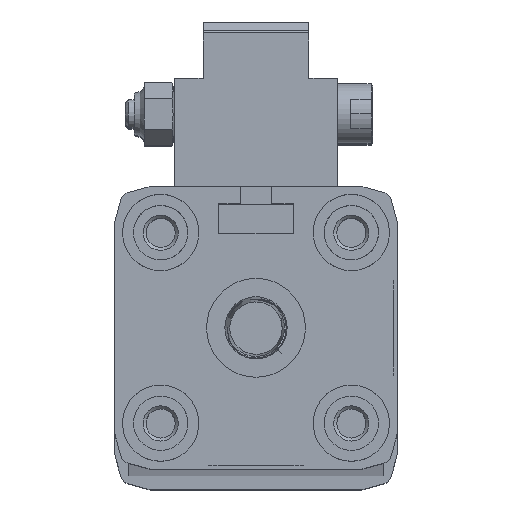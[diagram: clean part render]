
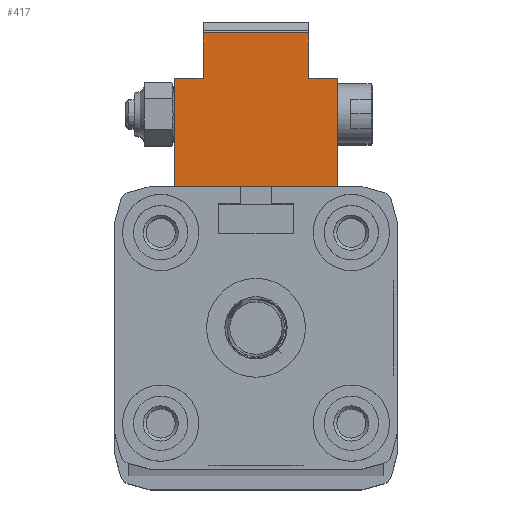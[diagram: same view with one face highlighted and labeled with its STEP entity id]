
A CAD part, top view. The second image highlights one B-rep face of the part: STEP entity #417.
In plain terms, the highlighted planar face has unit normal (0, 0, 1).
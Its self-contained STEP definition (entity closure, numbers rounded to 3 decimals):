
#417 = ADVANCED_FACE( '', ( #1103 ), #1104, .T. );
#1103 = FACE_OUTER_BOUND( '', #1878, .T. );
#1104 = PLANE( '', #1879 );
#1878 = EDGE_LOOP( '', ( #3807, #3808, #3809, #3810, #3811, #3812, #3813, #3814, #3815, #3816, #3817, #3818 ) );
#1879 = AXIS2_PLACEMENT_3D( '', #3819, #3820, #3821 );
#3807 = ORIENTED_EDGE( '', *, *, #4901, .T. );
#3808 = ORIENTED_EDGE( '', *, *, #4902, .T. );
#3809 = ORIENTED_EDGE( '', *, *, #4903, .T. );
#3810 = ORIENTED_EDGE( '', *, *, #4904, .T. );
#3811 = ORIENTED_EDGE( '', *, *, #4905, .T. );
#3812 = ORIENTED_EDGE( '', *, *, #4906, .T. );
#3813 = ORIENTED_EDGE( '', *, *, #4907, .T. );
#3814 = ORIENTED_EDGE( '', *, *, #4908, .T. );
#3815 = ORIENTED_EDGE( '', *, *, #4909, .T. );
#3816 = ORIENTED_EDGE( '', *, *, #4910, .T. );
#3817 = ORIENTED_EDGE( '', *, *, #4802, .T. );
#3818 = ORIENTED_EDGE( '', *, *, #4792, .T. );
#3819 = CARTESIAN_POINT( '', ( 0., 0., 60. ) );
#3820 = DIRECTION( '', ( 0., 0., 1. ) );
#3821 = DIRECTION( '', ( 1., 0., 0. ) );
#4792 = EDGE_CURVE( '', #5808, #5806, #5809, .T. );
#4802 = EDGE_CURVE( '', #5820, #5808, #5826, .T. );
#4901 = EDGE_CURVE( '', #5806, #5994, #5996, .T. );
#4902 = EDGE_CURVE( '', #5994, #5997, #5998, .T. );
#4903 = EDGE_CURVE( '', #5997, #5999, #6000, .T. );
#4904 = EDGE_CURVE( '', #5999, #6001, #6002, .T. );
#4905 = EDGE_CURVE( '', #6001, #6003, #6004, .T. );
#4906 = EDGE_CURVE( '', #6003, #6005, #6006, .T. );
#4907 = EDGE_CURVE( '', #6005, #6007, #6008, .T. );
#4908 = EDGE_CURVE( '', #6007, #6009, #6010, .T. );
#4909 = EDGE_CURVE( '', #6009, #6011, #6012, .T. );
#4910 = EDGE_CURVE( '', #6011, #5820, #6013, .T. );
#5806 = VERTEX_POINT( '', #7812 );
#5808 = VERTEX_POINT( '', #7814 );
#5809 = LINE( '', #7815, #7816 );
#5820 = VERTEX_POINT( '', #7831 );
#5826 = LINE( '', #7840, #7841 );
#5994 = VERTEX_POINT( '', #8143 );
#5996 = LINE( '', #8145, #8146 );
#5997 = VERTEX_POINT( '', #8147 );
#5998 = LINE( '', #8148, #8149 );
#5999 = VERTEX_POINT( '', #8150 );
#6000 = LINE( '', #8151, #8152 );
#6001 = VERTEX_POINT( '', #8153 );
#6002 = LINE( '', #8154, #8155 );
#6003 = VERTEX_POINT( '', #8156 );
#6004 = LINE( '', #8157, #8158 );
#6005 = VERTEX_POINT( '', #8159 );
#6006 = LINE( '', #8160, #8161 );
#6007 = VERTEX_POINT( '', #8162 );
#6008 = LINE( '', #8163, #8164 );
#6009 = VERTEX_POINT( '', #8165 );
#6010 = LINE( '', #8166, #8167 );
#6011 = VERTEX_POINT( '', #8168 );
#6012 = LINE( '', #8169, #8170 );
#6013 = LINE( '', #8171, #8172 );
#7812 = CARTESIAN_POINT( '', ( 7.5, 44.453, 60. ) );
#7814 = CARTESIAN_POINT( '', ( 7.5, 38., 60. ) );
#7815 = CARTESIAN_POINT( '', ( 7.5, 38., 60. ) );
#7816 = VECTOR( '', #9208, 1000. );
#7831 = CARTESIAN_POINT( '', ( 11.5, 38., 60. ) );
#7840 = CARTESIAN_POINT( '', ( 11.5, 38., 60. ) );
#7841 = VECTOR( '', #9222, 1000. );
#8143 = CARTESIAN_POINT( '', ( -7.5, 44.453, 60. ) );
#8145 = CARTESIAN_POINT( '', ( 7.5, 44.453, 60. ) );
#8146 = VECTOR( '', #9374, 1000. );
#8147 = CARTESIAN_POINT( '', ( -7.5, 38., 60. ) );
#8148 = CARTESIAN_POINT( '', ( -7.5, 46., 60. ) );
#8149 = VECTOR( '', #9375, 1000. );
#8150 = CARTESIAN_POINT( '', ( -11.5, 38., 60. ) );
#8151 = CARTESIAN_POINT( '', ( -7.5, 38., 60. ) );
#8152 = VECTOR( '', #9376, 1000. );
#8153 = CARTESIAN_POINT( '', ( -11.5, 18., 60. ) );
#8154 = CARTESIAN_POINT( '', ( -11.5, 38., 60. ) );
#8155 = VECTOR( '', #9377, 1000. );
#8156 = CARTESIAN_POINT( '', ( -5.5, 18., 60. ) );
#8157 = CARTESIAN_POINT( '', ( -11.5, 18., 60. ) );
#8158 = VECTOR( '', #9378, 1000. );
#8159 = CARTESIAN_POINT( '', ( -5.5, 20., 60. ) );
#8160 = CARTESIAN_POINT( '', ( -5.5, 18., 60. ) );
#8161 = VECTOR( '', #9379, 1000. );
#8162 = CARTESIAN_POINT( '', ( 5.5, 20., 60. ) );
#8163 = CARTESIAN_POINT( '', ( -5.5, 20., 60. ) );
#8164 = VECTOR( '', #9380, 1000. );
#8165 = CARTESIAN_POINT( '', ( 5.5, 18., 60. ) );
#8166 = CARTESIAN_POINT( '', ( 5.5, 20., 60. ) );
#8167 = VECTOR( '', #9381, 1000. );
#8168 = CARTESIAN_POINT( '', ( 11.5, 18., 60. ) );
#8169 = CARTESIAN_POINT( '', ( 5.5, 18., 60. ) );
#8170 = VECTOR( '', #9382, 1000. );
#8171 = CARTESIAN_POINT( '', ( 11.5, 18., 60. ) );
#8172 = VECTOR( '', #9383, 1000. );
#9208 = DIRECTION( '', ( 0., 1., 0. ) );
#9222 = DIRECTION( '', ( -1., 0., 0. ) );
#9374 = DIRECTION( '', ( -1., 0., 0. ) );
#9375 = DIRECTION( '', ( 0., -1., 0. ) );
#9376 = DIRECTION( '', ( -1., 0., 0. ) );
#9377 = DIRECTION( '', ( 0., -1., 0. ) );
#9378 = DIRECTION( '', ( 1., 0., 0. ) );
#9379 = DIRECTION( '', ( 0., 1., 0. ) );
#9380 = DIRECTION( '', ( 1., 0., 0. ) );
#9381 = DIRECTION( '', ( 0., -1., 0. ) );
#9382 = DIRECTION( '', ( 1., 0., 0. ) );
#9383 = DIRECTION( '', ( 0., 1., 0. ) );
